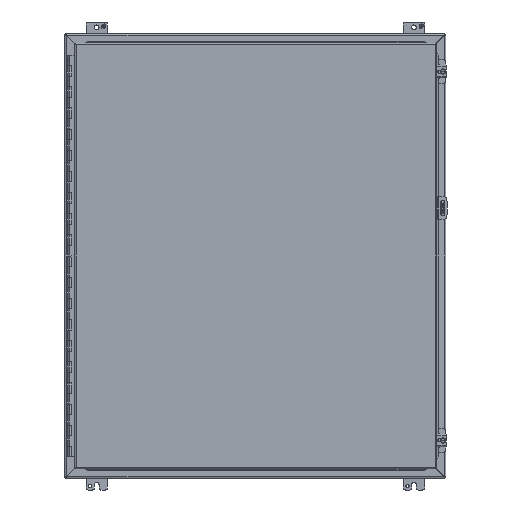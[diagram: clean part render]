
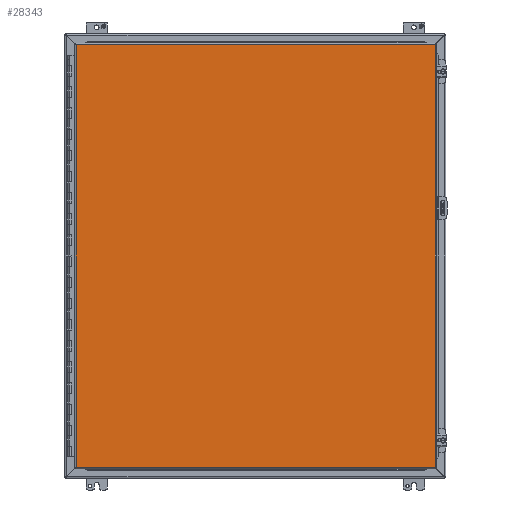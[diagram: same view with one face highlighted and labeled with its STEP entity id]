
A CAD part, front view. The second image highlights one B-rep face of the part: STEP entity #28343.
In plain terms, the highlighted planar face has unit normal (0, -1, 0).
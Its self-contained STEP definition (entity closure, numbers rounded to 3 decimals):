
#533 = VERTEX_POINT ( 'NONE', #2961 ) ;
#669 = ORIENTED_EDGE ( 'NONE', *, *, #47970, .F. ) ;
#2961 = CARTESIAN_POINT ( 'NONE',  ( -16.955, -9.185, 19.995 ) ) ;
#3730 = VECTOR ( 'NONE', #48770, 39.37 ) ;
#4814 = DIRECTION ( 'NONE',  ( 0., -1., 0. ) ) ;
#6685 = EDGE_CURVE ( 'NONE', #17099, #11703, #20901, .T. ) ;
#11069 = EDGE_LOOP ( 'NONE', ( #33419, #40279, #29979, #669 ) ) ;
#11192 = VECTOR ( 'NONE', #36413, 39.37 ) ;
#11703 = VERTEX_POINT ( 'NONE', #45048 ) ;
#13311 = CARTESIAN_POINT ( 'NONE',  ( 17.017, -9.185, -19.995 ) ) ;
#17012 = DIRECTION ( 'NONE',  ( 1., 0., 0. ) ) ;
#17099 = VERTEX_POINT ( 'NONE', #25589 ) ;
#18699 = LINE ( 'NONE', #29562, #33955 ) ;
#20901 = LINE ( 'NONE', #29716, #3730 ) ;
#21486 = DIRECTION ( 'NONE',  ( 0., 0., 1. ) ) ;
#23370 = CARTESIAN_POINT ( 'NONE',  ( -16.955, -9.185, -19.995 ) ) ;
#24106 = FACE_OUTER_BOUND ( 'NONE', #11069, .T. ) ;
#25589 = CARTESIAN_POINT ( 'NONE',  ( 17.017, -9.185, 19.995 ) ) ;
#25795 = EDGE_CURVE ( 'NONE', #533, #17099, #18699, .T. ) ;
#27854 = CARTESIAN_POINT ( 'NONE',  ( -16.955, -9.185, -19.995 ) ) ;
#28343 = ADVANCED_FACE ( 'NONE', ( #24106 ), #31450, .T. ) ;
#29562 = CARTESIAN_POINT ( 'NONE',  ( -16.955, -9.185, 19.995 ) ) ;
#29684 = AXIS2_PLACEMENT_3D ( 'NONE', #23370, #4814, #43133 ) ;
#29716 = CARTESIAN_POINT ( 'NONE',  ( 17.017, -9.185, 19.995 ) ) ;
#29979 = ORIENTED_EDGE ( 'NONE', *, *, #40808, .F. ) ;
#30165 = VECTOR ( 'NONE', #21486, 39.37 ) ;
#30978 = VERTEX_POINT ( 'NONE', #27854 ) ;
#31450 = PLANE ( 'NONE',  #29684 ) ;
#33419 = ORIENTED_EDGE ( 'NONE', *, *, #6685, .F. ) ;
#33955 = VECTOR ( 'NONE', #17012, 39.37 ) ;
#34153 = LINE ( 'NONE', #44808, #30165 ) ;
#36413 = DIRECTION ( 'NONE',  ( -1., 0., 0. ) ) ;
#40279 = ORIENTED_EDGE ( 'NONE', *, *, #25795, .F. ) ;
#40808 = EDGE_CURVE ( 'NONE', #30978, #533, #34153, .T. ) ;
#43133 = DIRECTION ( 'NONE',  ( 0., 0., -1. ) ) ;
#44014 = LINE ( 'NONE', #13311, #11192 ) ;
#44808 = CARTESIAN_POINT ( 'NONE',  ( -16.955, -9.185, -19.995 ) ) ;
#45048 = CARTESIAN_POINT ( 'NONE',  ( 17.017, -9.185, -19.995 ) ) ;
#47970 = EDGE_CURVE ( 'NONE', #11703, #30978, #44014, .T. ) ;
#48770 = DIRECTION ( 'NONE',  ( 0., 0., -1. ) ) ;
